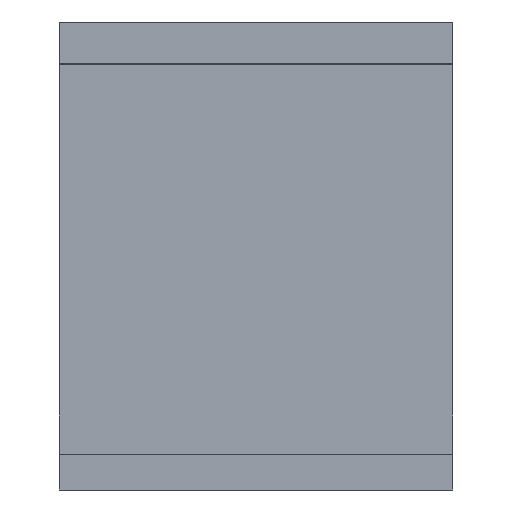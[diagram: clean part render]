
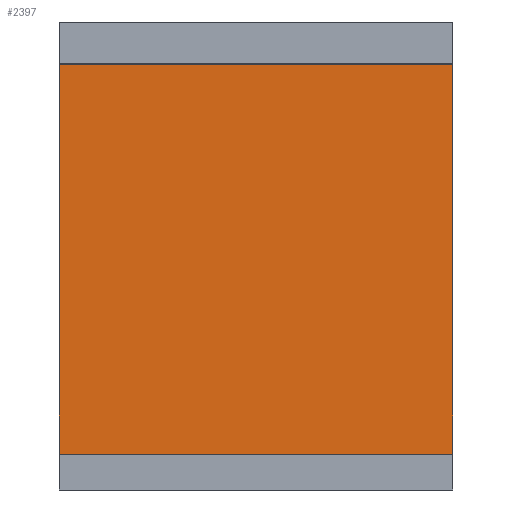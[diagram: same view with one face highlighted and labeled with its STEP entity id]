
A CAD part, front view. The second image highlights one B-rep face of the part: STEP entity #2397.
In plain terms, the highlighted planar face has unit normal (0, -1, 0).
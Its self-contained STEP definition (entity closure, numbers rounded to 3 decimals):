
#392=FACE_OUTER_BOUND('',#571,.T.);
#571=EDGE_LOOP('',(#2118,#2119,#2120,#2121));
#769=LINE('',#4078,#985);
#770=LINE('',#4080,#986);
#771=LINE('',#4082,#987);
#772=LINE('',#4083,#988);
#985=VECTOR('',#3402,10.);
#986=VECTOR('',#3403,10.);
#987=VECTOR('',#3404,10.);
#988=VECTOR('',#3405,10.);
#1191=VERTEX_POINT('',#4076);
#1192=VERTEX_POINT('',#4077);
#1193=VERTEX_POINT('',#4079);
#1194=VERTEX_POINT('',#4081);
#1504=EDGE_CURVE('',#1191,#1192,#769,.T.);
#1505=EDGE_CURVE('',#1191,#1193,#770,.T.);
#1506=EDGE_CURVE('',#1194,#1193,#771,.T.);
#1507=EDGE_CURVE('',#1192,#1194,#772,.T.);
#2118=ORIENTED_EDGE('',*,*,#1504,.F.);
#2119=ORIENTED_EDGE('',*,*,#1505,.T.);
#2120=ORIENTED_EDGE('',*,*,#1506,.F.);
#2121=ORIENTED_EDGE('',*,*,#1507,.F.);
#2249=PLANE('',#2711);
#2397=ADVANCED_FACE('',(#392),#2249,.T.);
#2711=AXIS2_PLACEMENT_3D('',#4075,#3400,#3401);
#3400=DIRECTION('center_axis',(0.,-1.,0.));
#3401=DIRECTION('ref_axis',(-1.,0.,0.));
#3402=DIRECTION('',(1.,0.,0.));
#3403=DIRECTION('',(0.,0.,-1.));
#3404=DIRECTION('',(-1.,0.,0.));
#3405=DIRECTION('',(0.,0.,-1.));
#4075=CARTESIAN_POINT('Origin',(208.,0.,0.));
#4076=CARTESIAN_POINT('',(0.,0.,0.));
#4077=CARTESIAN_POINT('',(208.,0.,0.));
#4078=CARTESIAN_POINT('',(0.,0.,0.));
#4079=CARTESIAN_POINT('',(0.,0.,-206.275));
#4080=CARTESIAN_POINT('',(0.,0.,0.));
#4081=CARTESIAN_POINT('',(208.,0.,-206.275));
#4082=CARTESIAN_POINT('',(0.,0.,-206.275));
#4083=CARTESIAN_POINT('',(208.,0.,0.));
